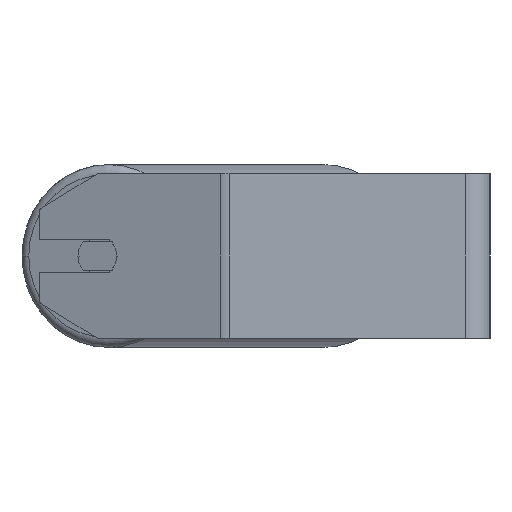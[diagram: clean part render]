
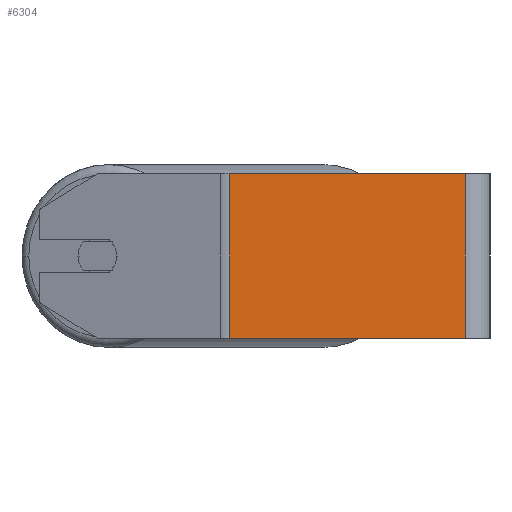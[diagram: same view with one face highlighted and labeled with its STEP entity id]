
A CAD part, left-side view. The second image highlights one B-rep face of the part: STEP entity #6304.
In plain terms, the highlighted planar face has unit normal (-1, 0, 0).
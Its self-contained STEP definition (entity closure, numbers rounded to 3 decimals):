
#212 = LINE ( 'NONE', #6337, #481 ) ;
#469 = VERTEX_POINT ( 'NONE', #1223 ) ;
#481 = VECTOR ( 'NONE', #4109, 1000. ) ;
#559 = DIRECTION ( 'NONE',  ( 0., 0., -1. ) ) ;
#606 = VERTEX_POINT ( 'NONE', #3684 ) ;
#1223 = CARTESIAN_POINT ( 'NONE',  ( -350., 12., -40. ) ) ;
#1399 = CARTESIAN_POINT ( 'NONE',  ( -350., 129.152, 40. ) ) ;
#1617 = EDGE_LOOP ( 'NONE', ( #4784, #6824, #6795, #4077 ) ) ;
#1662 = LINE ( 'NONE', #5614, #6789 ) ;
#1988 = VERTEX_POINT ( 'NONE', #4644 ) ;
#2065 = VECTOR ( 'NONE', #6742, 1000. ) ;
#2194 = LINE ( 'NONE', #4473, #2065 ) ;
#2242 = DIRECTION ( 'NONE',  ( 0., -1., 0. ) ) ;
#2738 = LINE ( 'NONE', #6724, #2968 ) ;
#2968 = VECTOR ( 'NONE', #2242, 1000. ) ;
#3006 = EDGE_CURVE ( 'NONE', #1988, #606, #2194, .T. ) ;
#3155 = DIRECTION ( 'NONE',  ( 1., 0., 0. ) ) ;
#3684 = CARTESIAN_POINT ( 'NONE',  ( -350., 12., 40. ) ) ;
#3803 = EDGE_CURVE ( 'NONE', #6048, #469, #2738, .T. ) ;
#4077 = ORIENTED_EDGE ( 'NONE', *, *, #5447, .T. ) ;
#4109 = DIRECTION ( 'NONE',  ( 0., 0., -1. ) ) ;
#4374 = PLANE ( 'NONE',  #5595 ) ;
#4470 = EDGE_CURVE ( 'NONE', #606, #469, #1662, .T. ) ;
#4473 = CARTESIAN_POINT ( 'NONE',  ( -350., 129.152, 40. ) ) ;
#4644 = CARTESIAN_POINT ( 'NONE',  ( -350., 127.036, 40. ) ) ;
#4784 = ORIENTED_EDGE ( 'NONE', *, *, #3803, .T. ) ;
#5054 = CARTESIAN_POINT ( 'NONE',  ( -350., 127.036, -40. ) ) ;
#5447 = EDGE_CURVE ( 'NONE', #1988, #6048, #212, .T. ) ;
#5595 = AXIS2_PLACEMENT_3D ( 'NONE', #1399, #3155, #7202 ) ;
#5614 = CARTESIAN_POINT ( 'NONE',  ( -350., 12., 40. ) ) ;
#6048 = VERTEX_POINT ( 'NONE', #5054 ) ;
#6304 = ADVANCED_FACE ( 'NONE', ( #7135 ), #4374, .F. ) ;
#6337 = CARTESIAN_POINT ( 'NONE',  ( -350., 127.036, 40. ) ) ;
#6724 = CARTESIAN_POINT ( 'NONE',  ( -350., 129.152, -40. ) ) ;
#6742 = DIRECTION ( 'NONE',  ( 0., -1., 0. ) ) ;
#6789 = VECTOR ( 'NONE', #559, 1000. ) ;
#6795 = ORIENTED_EDGE ( 'NONE', *, *, #3006, .F. ) ;
#6824 = ORIENTED_EDGE ( 'NONE', *, *, #4470, .F. ) ;
#7135 = FACE_OUTER_BOUND ( 'NONE', #1617, .T. ) ;
#7202 = DIRECTION ( 'NONE',  ( 0., 0., -1. ) ) ;
